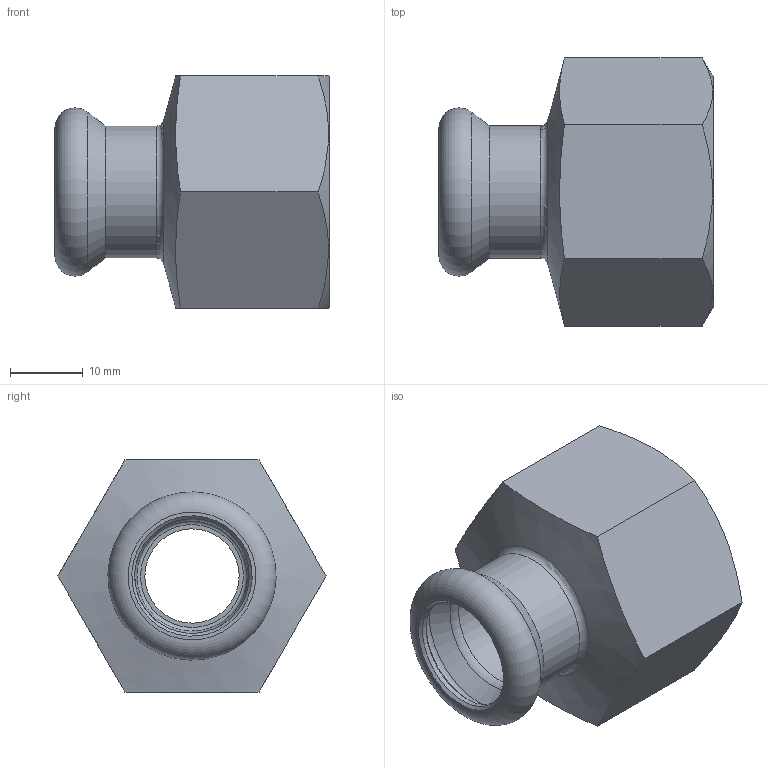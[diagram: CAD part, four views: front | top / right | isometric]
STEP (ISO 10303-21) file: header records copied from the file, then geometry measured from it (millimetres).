
FILE_DESCRIPTION(/* description */ (''),/* implementation_level */ '2;1');
FILE_NAME(/* name */ '41823.stp',/* time_stamp */ '2023-09-08T11:07:39+02:00',/* author */ ('JANAN'),/* organization */ (''),/* preprocessor_version */ 'ST-DEVELOPER v19.2',/* originating_system */ 'Autodesk Inventor 2023',/* authorisation */ '');
FILE_SCHEMA (('AUTOMOTIVE_DESIGN { 1 0 10303 214 3 1 1 }'));
Length unit declared in the file: millimetre
Products named in the file (1): tmp48E.tmp
Bounding box: 37.8 x 36.95 x 32 mm (x, y, z)
Volume: 11860.8 mm3; surface area: 7296.1 mm2
Topology: 1 solids, 1 shells, 31 faces, 69 edges, 43 vertices
Faces by surface type: plane 11, cone 8, cylinder 6, torus 6
Full cylindrical faces by diameter (mm): 13 x1, 15.2 x1, 15.8 x1, 18.2 x1, 24.117 x1, 26.5 x1
Entity records: 1022 total; most frequent: CARTESIAN_POINT 256, DIRECTION 154, ORIENTED_EDGE 138, EDGE_CURVE 69, AXIS2_PLACEMENT_3D 67, VERTEX_POINT 43, EDGE_LOOP 36, CIRCLE 35
